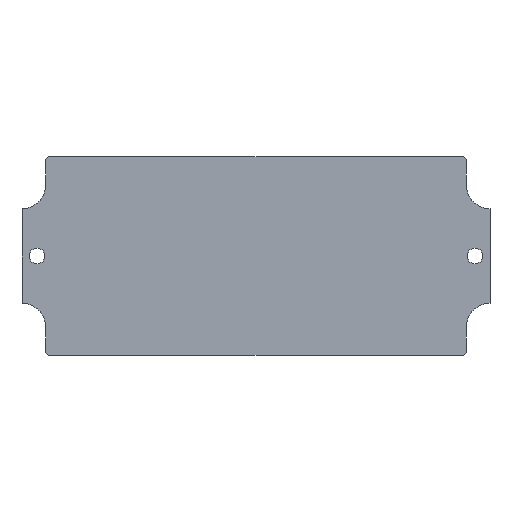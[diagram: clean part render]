
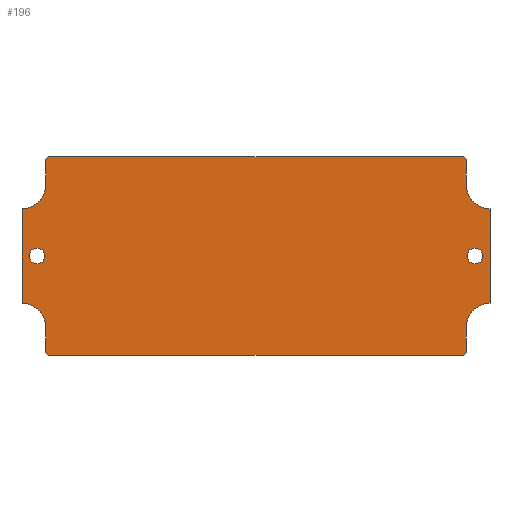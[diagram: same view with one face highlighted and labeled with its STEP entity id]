
A CAD part, top view. The second image highlights one B-rep face of the part: STEP entity #196.
In plain terms, the highlighted planar face has unit normal (0, 0, 1).
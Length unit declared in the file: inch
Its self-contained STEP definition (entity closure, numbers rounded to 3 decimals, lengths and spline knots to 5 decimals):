
#1 = CARTESIAN_POINT ( 'NONE',  ( 4.53051, -0.523, 0.01969 ) ) ;
#7 = DIRECTION ( 'NONE',  ( 0., -1., 0. ) ) ;
#8 = ORIENTED_EDGE ( 'NONE', *, *, #168, .F. ) ;
#10 = EDGE_CURVE ( 'NONE', #482, #619, #98, .T. ) ;
#16 = VERTEX_POINT ( 'NONE', #584 ) ;
#18 = DIRECTION ( 'NONE',  ( 1., 0., 0. ) ) ;
#20 = EDGE_CURVE ( 'NONE', #450, #450, #628, .T. ) ;
#25 = CARTESIAN_POINT ( 'NONE',  ( 4.61909, 0.06755, 0.01969 ) ) ;
#26 = VECTOR ( 'NONE', #159, 39.37008 ) ;
#28 = AXIS2_PLACEMENT_3D ( 'NONE', #456, #121, #18 ) ;
#29 = CARTESIAN_POINT ( 'NONE',  ( 4.30413, -1.74347, 0.01969 ) ) ;
#32 = VERTEX_POINT ( 'NONE', #146 ) ;
#43 = CARTESIAN_POINT ( 'NONE',  ( 4.61909, -1.11355, 0.01969 ) ) ;
#52 = CARTESIAN_POINT ( 'NONE',  ( -1.22736, -1.40883, 0.01969 ) ) ;
#53 = CARTESIAN_POINT ( 'NONE',  ( -0.93209, -1.40883, 0.01969 ) ) ;
#68 = LINE ( 'NONE', #499, #351 ) ;
#76 = ORIENTED_EDGE ( 'NONE', *, *, #386, .F. ) ;
#77 = CARTESIAN_POINT ( 'NONE',  ( -0.93209, -1.76316, 0.01969 ) ) ;
#84 = CARTESIAN_POINT ( 'NONE',  ( 4.32382, -1.72379, 0.01969 ) ) ;
#95 = CARTESIAN_POINT ( 'NONE',  ( -0.89272, 0.71716, 0.01969 ) ) ;
#98 = CIRCLE ( 'NONE', #286, 0.29528 ) ;
#100 = CARTESIAN_POINT ( 'NONE',  ( 4.30413, 0.69747, 0.01969 ) ) ;
#107 = DIRECTION ( 'NONE',  ( 0., 0., -1. ) ) ;
#109 = ORIENTED_EDGE ( 'NONE', *, *, #675, .F. ) ;
#115 = FACE_BOUND ( 'NONE', #117, .T. ) ;
#117 = EDGE_LOOP ( 'NONE', ( #260 ) ) ;
#121 = DIRECTION ( 'NONE',  ( 0., 0., -1. ) ) ;
#122 = VERTEX_POINT ( 'NONE', #53 ) ;
#124 = CARTESIAN_POINT ( 'NONE',  ( -0.93209, 0.36283, 0.01969 ) ) ;
#126 = VERTEX_POINT ( 'NONE', #702 ) ;
#137 = DIRECTION ( 'NONE',  ( -1., 0., 0. ) ) ;
#138 = ORIENTED_EDGE ( 'NONE', *, *, #593, .F. ) ;
#146 = CARTESIAN_POINT ( 'NONE',  ( -0.93209, -1.72379, 0.01969 ) ) ;
#155 = DIRECTION ( 'NONE',  ( 1., 0., 0. ) ) ;
#156 = VECTOR ( 'NONE', #425, 39.37008 ) ;
#157 = CIRCLE ( 'NONE', #679, 0.29528 ) ;
#159 = DIRECTION ( 'NONE',  ( 0., 1., 0. ) ) ;
#168 = EDGE_CURVE ( 'NONE', #444, #619, #68, .T. ) ;
#172 = CARTESIAN_POINT ( 'NONE',  ( -0.94193, -0.523, 0.01969 ) ) ;
#181 = FACE_BOUND ( 'NONE', #381, .T. ) ;
#184 = VERTEX_POINT ( 'NONE', #554 ) ;
#188 = VECTOR ( 'NONE', #626, 39.37008 ) ;
#189 = EDGE_CURVE ( 'NONE', #402, #559, #394, .T. ) ;
#196 = ADVANCED_FACE ( 'NONE', ( #115, #181, #389 ), #612, .T. ) ;
#200 = DIRECTION ( 'NONE',  ( 1., 0., 0. ) ) ;
#202 = CIRCLE ( 'NONE', #210, 0.29528 ) ;
#208 = CARTESIAN_POINT ( 'NONE',  ( -1.04036, -0.523, 0.01969 ) ) ;
#210 = AXIS2_PLACEMENT_3D ( 'NONE', #52, #107, #704 ) ;
#214 = EDGE_CURVE ( 'NONE', #699, #32, #299, .T. ) ;
#221 = DIRECTION ( 'NONE',  ( 0., -1., 0. ) ) ;
#223 = VECTOR ( 'NONE', #501, 39.37008 ) ;
#225 = EDGE_CURVE ( 'NONE', #617, #617, #553, .T. ) ;
#242 = CARTESIAN_POINT ( 'NONE',  ( -0.9124, -1.74347, 0.01969 ) ) ;
#244 = CIRCLE ( 'NONE', #643, 0.29528 ) ;
#246 = CARTESIAN_POINT ( 'NONE',  ( 4.28445, -1.76316, 0.01969 ) ) ;
#250 = CARTESIAN_POINT ( 'NONE',  ( 4.32382, 0.67779, 0.01969 ) ) ;
#260 = ORIENTED_EDGE ( 'NONE', *, *, #225, .T. ) ;
#266 = LINE ( 'NONE', #484, #26 ) ;
#280 = VECTOR ( 'NONE', #534, 39.37008 ) ;
#282 = VECTOR ( 'NONE', #335, 39.37008 ) ;
#285 = ORIENTED_EDGE ( 'NONE', *, *, #20, .T. ) ;
#286 = AXIS2_PLACEMENT_3D ( 'NONE', #574, #367, #631 ) ;
#292 = DIRECTION ( 'NONE',  ( 1., 0., 0. ) ) ;
#296 = DIRECTION ( 'NONE',  ( 0., 0., 1. ) ) ;
#299 = LINE ( 'NONE', #242, #681 ) ;
#301 = EDGE_CURVE ( 'NONE', #398, #495, #453, .T. ) ;
#310 = DIRECTION ( 'NONE',  ( 1., 0., 0. ) ) ;
#312 = VECTOR ( 'NONE', #137, 39.37008 ) ;
#319 = AXIS2_PLACEMENT_3D ( 'NONE', #208, #688, #200 ) ;
#330 = LINE ( 'NONE', #641, #634 ) ;
#331 = EDGE_CURVE ( 'NONE', #447, #699, #474, .T. ) ;
#333 = ORIENTED_EDGE ( 'NONE', *, *, #640, .T. ) ;
#335 = DIRECTION ( 'NONE',  ( 0., -1., 0. ) ) ;
#342 = ORIENTED_EDGE ( 'NONE', *, *, #189, .F. ) ;
#351 = VECTOR ( 'NONE', #7, 39.37008 ) ;
#352 = CARTESIAN_POINT ( 'NONE',  ( 4.32382, 0.71716, 0.01969 ) ) ;
#360 = VERTEX_POINT ( 'NONE', #84 ) ;
#367 = DIRECTION ( 'NONE',  ( 0., 0., -1. ) ) ;
#368 = VECTOR ( 'NONE', #621, 39.37008 ) ;
#370 = LINE ( 'NONE', #532, #506 ) ;
#378 = ORIENTED_EDGE ( 'NONE', *, *, #497, .F. ) ;
#381 = EDGE_LOOP ( 'NONE', ( #285 ) ) ;
#385 = LINE ( 'NONE', #124, #223 ) ;
#386 = EDGE_CURVE ( 'NONE', #32, #122, #578, .T. ) ;
#389 = FACE_OUTER_BOUND ( 'NONE', #435, .T. ) ;
#394 = LINE ( 'NONE', #352, #282 ) ;
#395 = ORIENTED_EDGE ( 'NONE', *, *, #399, .T. ) ;
#398 = VERTEX_POINT ( 'NONE', #468 ) ;
#399 = EDGE_CURVE ( 'NONE', #444, #559, #244, .T. ) ;
#402 = VERTEX_POINT ( 'NONE', #250 ) ;
#408 = CARTESIAN_POINT ( 'NONE',  ( 4.32382, -1.76316, 0.01969 ) ) ;
#425 = DIRECTION ( 'NONE',  ( -0.707, -0.707, 0. ) ) ;
#429 = DIRECTION ( 'NONE',  ( 1., 0., 0. ) ) ;
#435 = EDGE_LOOP ( 'NONE', ( #395, #342, #516, #138, #536, #109, #333, #472, #567, #76, #613, #462, #592, #378, #670, #8 ) ) ;
#444 = VERTEX_POINT ( 'NONE', #25 ) ;
#447 = VERTEX_POINT ( 'NONE', #246 ) ;
#449 = VERTEX_POINT ( 'NONE', #573 ) ;
#450 = VERTEX_POINT ( 'NONE', #172 ) ;
#453 = LINE ( 'NONE', #673, #368 ) ;
#456 = CARTESIAN_POINT ( 'NONE',  ( 4.43208, -0.523, 0.01969 ) ) ;
#462 = ORIENTED_EDGE ( 'NONE', *, *, #331, .F. ) ;
#468 = CARTESIAN_POINT ( 'NONE',  ( -0.93209, 0.67779, 0.01969 ) ) ;
#472 = ORIENTED_EDGE ( 'NONE', *, *, #525, .F. ) ;
#473 = EDGE_CURVE ( 'NONE', #360, #447, #519, .T. ) ;
#474 = LINE ( 'NONE', #408, #312 ) ;
#482 = VERTEX_POINT ( 'NONE', #708 ) ;
#484 = CARTESIAN_POINT ( 'NONE',  ( -1.22736, -1.11355, 0.01969 ) ) ;
#495 = VERTEX_POINT ( 'NONE', #95 ) ;
#497 = EDGE_CURVE ( 'NONE', #482, #360, #370, .T. ) ;
#499 = CARTESIAN_POINT ( 'NONE',  ( 4.61909, 0.06755, 0.01969 ) ) ;
#501 = DIRECTION ( 'NONE',  ( 0., 1., 0. ) ) ;
#506 = VECTOR ( 'NONE', #221, 39.37008 ) ;
#511 = DIRECTION ( 'NONE',  ( -0.707, 0.707, 0. ) ) ;
#516 = ORIENTED_EDGE ( 'NONE', *, *, #603, .F. ) ;
#519 = LINE ( 'NONE', #29, #156 ) ;
#525 = EDGE_CURVE ( 'NONE', #449, #126, #266, .T. ) ;
#532 = CARTESIAN_POINT ( 'NONE',  ( 4.32382, -1.40883, 0.01969 ) ) ;
#534 = DIRECTION ( 'NONE',  ( 0.707, -0.707, 0. ) ) ;
#536 = ORIENTED_EDGE ( 'NONE', *, *, #301, .F. ) ;
#539 = DIRECTION ( 'NONE',  ( 0., 0., -1. ) ) ;
#551 = CARTESIAN_POINT ( 'NONE',  ( 1.69586, -0.523, 0.01969 ) ) ;
#553 = CIRCLE ( 'NONE', #28, 0.09843 ) ;
#554 = CARTESIAN_POINT ( 'NONE',  ( -0.93209, 0.36283, 0.01969 ) ) ;
#559 = VERTEX_POINT ( 'NONE', #587 ) ;
#561 = EDGE_CURVE ( 'NONE', #449, #122, #202, .T. ) ;
#567 = ORIENTED_EDGE ( 'NONE', *, *, #561, .T. ) ;
#573 = CARTESIAN_POINT ( 'NONE',  ( -1.22736, -1.11355, 0.01969 ) ) ;
#574 = CARTESIAN_POINT ( 'NONE',  ( 4.61909, -1.40883, 0.01969 ) ) ;
#578 = LINE ( 'NONE', #77, #188 ) ;
#581 = CARTESIAN_POINT ( 'NONE',  ( 4.61909, 0.36283, 0.01969 ) ) ;
#584 = CARTESIAN_POINT ( 'NONE',  ( 4.28445, 0.71716, 0.01969 ) ) ;
#587 = CARTESIAN_POINT ( 'NONE',  ( 4.32382, 0.36283, 0.01969 ) ) ;
#588 = AXIS2_PLACEMENT_3D ( 'NONE', #551, #296, #292 ) ;
#592 = ORIENTED_EDGE ( 'NONE', *, *, #473, .F. ) ;
#593 = EDGE_CURVE ( 'NONE', #495, #16, #330, .T. ) ;
#603 = EDGE_CURVE ( 'NONE', #16, #402, #696, .T. ) ;
#612 = PLANE ( 'NONE',  #588 ) ;
#613 = ORIENTED_EDGE ( 'NONE', *, *, #214, .F. ) ;
#617 = VERTEX_POINT ( 'NONE', #1 ) ;
#619 = VERTEX_POINT ( 'NONE', #43 ) ;
#621 = DIRECTION ( 'NONE',  ( 0.707, 0.707, 0. ) ) ;
#626 = DIRECTION ( 'NONE',  ( 0., 1., 0. ) ) ;
#628 = CIRCLE ( 'NONE', #319, 0.09843 ) ;
#631 = DIRECTION ( 'NONE',  ( 1., 0., 0. ) ) ;
#634 = VECTOR ( 'NONE', #155, 39.37008 ) ;
#640 = EDGE_CURVE ( 'NONE', #184, #126, #157, .T. ) ;
#641 = CARTESIAN_POINT ( 'NONE',  ( -0.93209, 0.71716, 0.01969 ) ) ;
#643 = AXIS2_PLACEMENT_3D ( 'NONE', #581, #690, #310 ) ;
#658 = CARTESIAN_POINT ( 'NONE',  ( -0.89272, -1.76316, 0.01969 ) ) ;
#670 = ORIENTED_EDGE ( 'NONE', *, *, #10, .T. ) ;
#673 = CARTESIAN_POINT ( 'NONE',  ( -0.9124, 0.69747, 0.01969 ) ) ;
#675 = EDGE_CURVE ( 'NONE', #184, #398, #385, .T. ) ;
#679 = AXIS2_PLACEMENT_3D ( 'NONE', #701, #539, #429 ) ;
#681 = VECTOR ( 'NONE', #511, 39.37008 ) ;
#688 = DIRECTION ( 'NONE',  ( 0., 0., -1. ) ) ;
#690 = DIRECTION ( 'NONE',  ( 0., 0., -1. ) ) ;
#696 = LINE ( 'NONE', #100, #280 ) ;
#699 = VERTEX_POINT ( 'NONE', #658 ) ;
#701 = CARTESIAN_POINT ( 'NONE',  ( -1.22736, 0.36283, 0.01969 ) ) ;
#702 = CARTESIAN_POINT ( 'NONE',  ( -1.22736, 0.06755, 0.01969 ) ) ;
#704 = DIRECTION ( 'NONE',  ( 1., 0., 0. ) ) ;
#708 = CARTESIAN_POINT ( 'NONE',  ( 4.32382, -1.40883, 0.01969 ) ) ;
